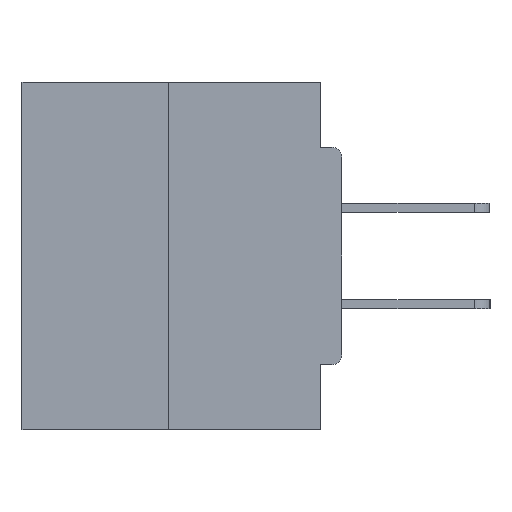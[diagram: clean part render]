
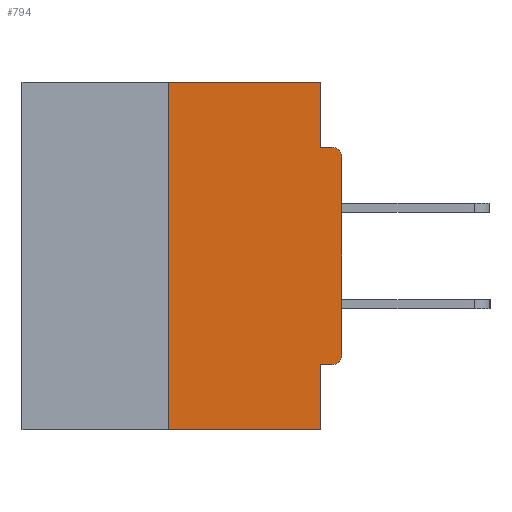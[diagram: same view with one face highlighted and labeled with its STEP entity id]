
A CAD part, left-side view. The second image highlights one B-rep face of the part: STEP entity #794.
In plain terms, the highlighted planar face has unit normal (-1, 0, 0).
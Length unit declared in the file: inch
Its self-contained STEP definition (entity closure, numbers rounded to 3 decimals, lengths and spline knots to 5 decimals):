
#791 = CARTESIAN_POINT ( 'NONE',  ( 0., 0.46, -0.5 ) ) ;
#794 = ADVANCED_FACE ( 'NONE', ( #9661 ), #41064, .F. ) ;
#2200 = VERTEX_POINT ( 'NONE', #28732 ) ;
#3650 = CARTESIAN_POINT ( 'NONE',  ( 0., 0.25, 0. ) ) ;
#4324 = LINE ( 'NONE', #6650, #4882 ) ;
#4845 = VECTOR ( 'NONE', #17729, 39.37008 ) ;
#4882 = VECTOR ( 'NONE', #35946, 39.37008 ) ;
#6182 = VERTEX_POINT ( 'NONE', #28715 ) ;
#6266 = VERTEX_POINT ( 'NONE', #35687 ) ;
#6650 = CARTESIAN_POINT ( 'NONE',  ( 0., 0.46, 0. ) ) ;
#6966 = ORIENTED_EDGE ( 'NONE', *, *, #29084, .T. ) ;
#6976 = ORIENTED_EDGE ( 'NONE', *, *, #8484, .F. ) ;
#7188 = ORIENTED_EDGE ( 'NONE', *, *, #41707, .T. ) ;
#8484 = EDGE_CURVE ( 'NONE', #18355, #2200, #22173, .T. ) ;
#9229 = CARTESIAN_POINT ( 'NONE',  ( 0., 0.46, 0. ) ) ;
#9636 = ORIENTED_EDGE ( 'NONE', *, *, #10850, .F. ) ;
#9661 = FACE_OUTER_BOUND ( 'NONE', #12464, .T. ) ;
#9772 = LINE ( 'NONE', #35036, #14835 ) ;
#10468 = DIRECTION ( 'NONE',  ( -1., 0., 0. ) ) ;
#10850 = EDGE_CURVE ( 'NONE', #41677, #6266, #41117, .T. ) ;
#10989 = AXIS2_PLACEMENT_3D ( 'NONE', #29784, #10468, #19917 ) ;
#11400 = VERTEX_POINT ( 'NONE', #15538 ) ;
#11743 = AXIS2_PLACEMENT_3D ( 'NONE', #9229, #25594, #18965 ) ;
#12314 = EDGE_CURVE ( 'NONE', #31655, #41677, #9772, .T. ) ;
#12464 = EDGE_LOOP ( 'NONE', ( #22963, #40700, #17516, #6976, #37524, #40236, #7188, #6966, #9636, #13256 ) ) ;
#13256 = ORIENTED_EDGE ( 'NONE', *, *, #12314, .F. ) ;
#13592 = EDGE_CURVE ( 'NONE', #6182, #18355, #23258, .T. ) ;
#14835 = VECTOR ( 'NONE', #38416, 39.37008 ) ;
#15009 = DIRECTION ( 'NONE',  ( 0., 0., 1. ) ) ;
#15538 = CARTESIAN_POINT ( 'NONE',  ( 0., 0., -0.3915 ) ) ;
#16133 = VECTOR ( 'NONE', #26250, 39.37008 ) ;
#17433 = CARTESIAN_POINT ( 'NONE',  ( 0., 0., -0.0935 ) ) ;
#17516 = ORIENTED_EDGE ( 'NONE', *, *, #39967, .T. ) ;
#17617 = CIRCLE ( 'NONE', #21509, 0.015 ) ;
#17729 = DIRECTION ( 'NONE',  ( 0., -1., 0. ) ) ;
#18355 = VERTEX_POINT ( 'NONE', #22321 ) ;
#18684 = VECTOR ( 'NONE', #39831, 39.37008 ) ;
#18954 = VECTOR ( 'NONE', #24373, 39.37008 ) ;
#18965 = DIRECTION ( 'NONE',  ( 0., 0., -1. ) ) ;
#19917 = DIRECTION ( 'NONE',  ( 0., 0., -1. ) ) ;
#21509 = AXIS2_PLACEMENT_3D ( 'NONE', #26516, #26388, #23672 ) ;
#22173 = LINE ( 'NONE', #40125, #18684 ) ;
#22321 = CARTESIAN_POINT ( 'NONE',  ( 0., 0.031, -0.4065 ) ) ;
#22929 = VERTEX_POINT ( 'NONE', #34319 ) ;
#22963 = ORIENTED_EDGE ( 'NONE', *, *, #39654, .F. ) ;
#23128 = CIRCLE ( 'NONE', #10989, 0.015 ) ;
#23258 = LINE ( 'NONE', #31774, #25342 ) ;
#23672 = DIRECTION ( 'NONE',  ( 0., 0., -1. ) ) ;
#24373 = DIRECTION ( 'NONE',  ( 0., -1., 0. ) ) ;
#25342 = VECTOR ( 'NONE', #41449, 39.37008 ) ;
#25594 = DIRECTION ( 'NONE',  ( 1., 0., 0. ) ) ;
#25749 = LINE ( 'NONE', #3650, #16133 ) ;
#25957 = CARTESIAN_POINT ( 'NONE',  ( 0., 0.25, 0. ) ) ;
#26250 = DIRECTION ( 'NONE',  ( 0., 0., 1. ) ) ;
#26388 = DIRECTION ( 'NONE',  ( -1., 0., 0. ) ) ;
#26516 = CARTESIAN_POINT ( 'NONE',  ( 0., 0.015, -0.3915 ) ) ;
#26979 = CARTESIAN_POINT ( 'NONE',  ( 0., 0.031, -0.0935 ) ) ;
#28715 = CARTESIAN_POINT ( 'NONE',  ( 0., 0.015, -0.4065 ) ) ;
#28732 = CARTESIAN_POINT ( 'NONE',  ( 0., 0.031, -0.5 ) ) ;
#29084 = EDGE_CURVE ( 'NONE', #22929, #6266, #23128, .T. ) ;
#29784 = CARTESIAN_POINT ( 'NONE',  ( 0., 0.015, -0.1085 ) ) ;
#30169 = VERTEX_POINT ( 'NONE', #32727 ) ;
#30225 = VERTEX_POINT ( 'NONE', #25957 ) ;
#31102 = CARTESIAN_POINT ( 'NONE',  ( 0., 0., 0. ) ) ;
#31655 = VERTEX_POINT ( 'NONE', #37775 ) ;
#31774 = CARTESIAN_POINT ( 'NONE',  ( 0., 0., -0.4065 ) ) ;
#32727 = CARTESIAN_POINT ( 'NONE',  ( 0., 0.25, -0.5 ) ) ;
#34319 = CARTESIAN_POINT ( 'NONE',  ( 0., 0., -0.1085 ) ) ;
#34632 = LINE ( 'NONE', #791, #4845 ) ;
#35036 = CARTESIAN_POINT ( 'NONE',  ( 0., 0.031, 0. ) ) ;
#35687 = CARTESIAN_POINT ( 'NONE',  ( 0., 0.015, -0.0935 ) ) ;
#35946 = DIRECTION ( 'NONE',  ( 0., -1., 0. ) ) ;
#37524 = ORIENTED_EDGE ( 'NONE', *, *, #13592, .F. ) ;
#37578 = EDGE_CURVE ( 'NONE', #30169, #30225, #25749, .T. ) ;
#37606 = EDGE_CURVE ( 'NONE', #6182, #11400, #17617, .T. ) ;
#37775 = CARTESIAN_POINT ( 'NONE',  ( 0., 0.031, 0. ) ) ;
#38416 = DIRECTION ( 'NONE',  ( 0., 0., -1. ) ) ;
#38529 = LINE ( 'NONE', #31102, #39032 ) ;
#39032 = VECTOR ( 'NONE', #15009, 39.37008 ) ;
#39654 = EDGE_CURVE ( 'NONE', #30225, #31655, #4324, .T. ) ;
#39831 = DIRECTION ( 'NONE',  ( 0., 0., -1. ) ) ;
#39967 = EDGE_CURVE ( 'NONE', #30169, #2200, #34632, .T. ) ;
#40125 = CARTESIAN_POINT ( 'NONE',  ( 0., 0.031, -0.5 ) ) ;
#40236 = ORIENTED_EDGE ( 'NONE', *, *, #37606, .T. ) ;
#40700 = ORIENTED_EDGE ( 'NONE', *, *, #37578, .F. ) ;
#41064 = PLANE ( 'NONE',  #11743 ) ;
#41117 = LINE ( 'NONE', #17433, #18954 ) ;
#41449 = DIRECTION ( 'NONE',  ( 0., 1., 0. ) ) ;
#41677 = VERTEX_POINT ( 'NONE', #26979 ) ;
#41707 = EDGE_CURVE ( 'NONE', #11400, #22929, #38529, .T. ) ;
